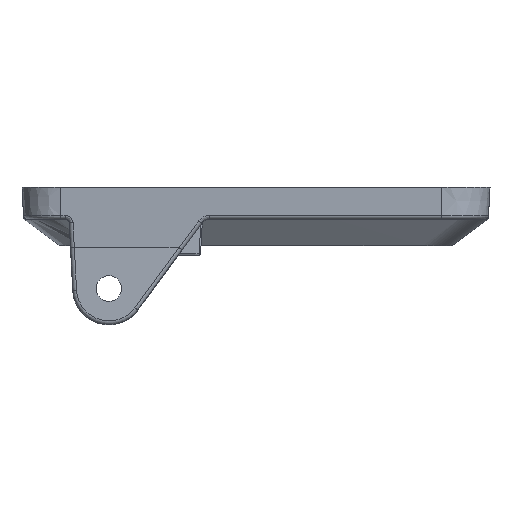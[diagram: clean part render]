
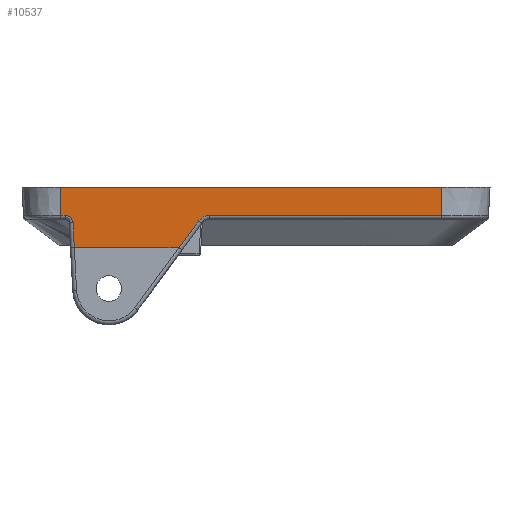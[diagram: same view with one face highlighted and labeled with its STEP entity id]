
A CAD part, left-side view. The second image highlights one B-rep face of the part: STEP entity #10537.
In plain terms, the highlighted planar face has unit normal (-0.999, 0, -0.052).
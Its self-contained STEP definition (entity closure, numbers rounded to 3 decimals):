
#25 = ORIENTED_EDGE ( 'NONE', *, *, #22454, .F. ) ;
#127 = VERTEX_POINT ( 'NONE', #12321 ) ;
#152 = VERTEX_POINT ( 'NONE', #18112 ) ;
#378 = EDGE_CURVE ( 'NONE', #9003, #16896, #4176, .T. ) ;
#665 = EDGE_CURVE ( 'NONE', #24463, #11004, #11263, .T. ) ;
#1117 = CARTESIAN_POINT ( 'NONE',  ( -115.8, 7.155, 8.5 ) ) ;
#1713 =( BOUNDED_CURVE ( )  B_SPLINE_CURVE ( 3, ( #6798, #12387, #14936, #6887 ),
 .UNSPECIFIED., .F., .F. ) 
 B_SPLINE_CURVE_WITH_KNOTS ( ( 4, 4 ),
 ( 3.111, 3.142 ),
 .UNSPECIFIED. ) 
 CURVE ( )  GEOMETRIC_REPRESENTATION_ITEM ( )  RATIONAL_B_SPLINE_CURVE ( ( 1., 1., 1., 1. ) ) 
 REPRESENTATION_ITEM ( '' )  );
#1756 = CARTESIAN_POINT ( 'NONE',  ( -115.8, -14.554, 8.5 ) ) ;
#2665 = VERTEX_POINT ( 'NONE', #3454 ) ;
#3122 = EDGE_CURVE ( 'NONE', #3210, #9003, #23746, .T. ) ;
#3131 = ORIENTED_EDGE ( 'NONE', *, *, #13508, .T. ) ;
#3210 = VERTEX_POINT ( 'NONE', #14416 ) ;
#3266 = ORIENTED_EDGE ( 'NONE', *, *, #3122, .T. ) ;
#3272 = EDGE_LOOP ( 'NONE', ( #3266, #12107, #25, #25851, #12962, #6157, #3925, #11939, #17153, #3131, #17894, #17105 ) ) ;
#3454 = CARTESIAN_POINT ( 'NONE',  ( -115.8, -14.58, 8.493 ) ) ;
#3510 =( BOUNDED_CURVE ( )  B_SPLINE_CURVE ( 3, ( #23705, #15414, #24060, #23966 ),
 .UNSPECIFIED., .F., .F. ) 
 B_SPLINE_CURVE_WITH_KNOTS ( ( 4, 4 ),
 ( 1.623, 3.142 ),
 .UNSPECIFIED. ) 
 CURVE ( )  GEOMETRIC_REPRESENTATION_ITEM ( )  RATIONAL_B_SPLINE_CURVE ( ( 1., 0.817, 0.817, 1. ) ) 
 REPRESENTATION_ITEM ( '' )  );
#3621 = EDGE_CURVE ( 'NONE', #2665, #8725, #11149, .T. ) ;
#3761 = EDGE_CURVE ( 'NONE', #8725, #127, #19725, .T. ) ;
#3925 = ORIENTED_EDGE ( 'NONE', *, *, #6077, .T. ) ;
#3985 = PLANE ( 'NONE',  #23184 ) ;
#4078 = DIRECTION ( 'NONE',  ( -0.999, 0., -0.052 ) ) ;
#4091 = CARTESIAN_POINT ( 'NONE',  ( -116.149, -20.892, 15.158 ) ) ;
#4176 = LINE ( 'NONE', #25351, #25490 ) ;
#5244 = FACE_OUTER_BOUND ( 'NONE', #3272, .T. ) ;
#5472 = CARTESIAN_POINT ( 'NONE',  ( -116.455, 10., 21. ) ) ;
#5685 = LINE ( 'NONE', #5472, #24091 ) ;
#5787 = DIRECTION ( 'NONE',  ( 0.052, 0., -0.999 ) ) ;
#5827 = CARTESIAN_POINT ( 'NONE',  ( -115.612, -11.957, 4.921 ) ) ;
#6077 = EDGE_CURVE ( 'NONE', #18205, #2665, #1713, .T. ) ;
#6157 = ORIENTED_EDGE ( 'NONE', *, *, #21309, .F. ) ;
#6279 = CARTESIAN_POINT ( 'NONE',  ( -115.8, 7.155, 8.5 ) ) ;
#6798 = CARTESIAN_POINT ( 'NONE',  ( -115.8, -14.554, 8.5 ) ) ;
#6887 = CARTESIAN_POINT ( 'NONE',  ( -115.8, -14.58, 8.493 ) ) ;
#7668 = VERTEX_POINT ( 'NONE', #13091 ) ;
#7968 = CARTESIAN_POINT ( 'NONE',  ( -115.802, 7.159, 8.542 ) ) ;
#8725 = VERTEX_POINT ( 'NONE', #9688 ) ;
#9003 = VERTEX_POINT ( 'NONE', #21082 ) ;
#9659 = CARTESIAN_POINT ( 'NONE',  ( -116.455, -69., 21. ) ) ;
#9688 = CARTESIAN_POINT ( 'NONE',  ( -116.089, -18.635, 14.015 ) ) ;
#10537 = ADVANCED_FACE ( 'NONE', ( #5244 ), #3985, .T. ) ;
#10549 = VECTOR ( 'NONE', #16932, 1000. ) ;
#11004 = VERTEX_POINT ( 'NONE', #26691 ) ;
#11149 = LINE ( 'NONE', #5827, #25984 ) ;
#11263 = LINE ( 'NONE', #9659, #26418 ) ;
#11690 = DIRECTION ( 'NONE',  ( 0., 1., 0. ) ) ;
#11939 = ORIENTED_EDGE ( 'NONE', *, *, #3621, .T. ) ;
#12107 = ORIENTED_EDGE ( 'NONE', *, *, #378, .T. ) ;
#12321 = CARTESIAN_POINT ( 'NONE',  ( -116.149, -20.892, 15.158 ) ) ;
#12387 = CARTESIAN_POINT ( 'NONE',  ( -115.8, -14.565, 8.5 ) ) ;
#12486 = CARTESIAN_POINT ( 'NONE',  ( -116.455, 10., 21. ) ) ;
#12544 = LINE ( 'NONE', #7968, #14146 ) ;
#12962 = ORIENTED_EDGE ( 'NONE', *, *, #15769, .T. ) ;
#13091 = CARTESIAN_POINT ( 'NONE',  ( -116.069, 7.426, 13.642 ) ) ;
#13422 =( BOUNDED_CURVE ( )  B_SPLINE_CURVE ( 3, ( #20569, #18740, #6279, #16570 ),
 .UNSPECIFIED., .F., .F. ) 
 B_SPLINE_CURVE_WITH_KNOTS ( ( 4, 4 ),
 ( 3.142, 3.144 ),
 .UNSPECIFIED. ) 
 CURVE ( )  GEOMETRIC_REPRESENTATION_ITEM ( )  RATIONAL_B_SPLINE_CURVE ( ( 1., 1., 1., 1. ) ) 
 REPRESENTATION_ITEM ( '' )  );
#13433 = EDGE_CURVE ( 'NONE', #7668, #152, #12544, .T. ) ;
#13508 = EDGE_CURVE ( 'NONE', #127, #11004, #20971, .T. ) ;
#13986 = VERTEX_POINT ( 'NONE', #1117 ) ;
#14146 = VECTOR ( 'NONE', #20438, 1000. ) ;
#14416 = CARTESIAN_POINT ( 'NONE',  ( -116.455, 10., 21. ) ) ;
#14725 = VECTOR ( 'NONE', #24702, 1000. ) ;
#14845 = CARTESIAN_POINT ( 'NONE',  ( -116.149, -19.983, 15.158 ) ) ;
#14936 = CARTESIAN_POINT ( 'NONE',  ( -115.8, -14.573, 8.498 ) ) ;
#15089 = DIRECTION ( 'NONE',  ( 0., -1., 0. ) ) ;
#15414 = CARTESIAN_POINT ( 'NONE',  ( -116.117, 7.473, 14.539 ) ) ;
#15769 = EDGE_CURVE ( 'NONE', #152, #13986, #13422, .T. ) ;
#16570 = CARTESIAN_POINT ( 'NONE',  ( -115.8, 7.155, 8.5 ) ) ;
#16641 = DIRECTION ( 'NONE',  ( -0.052, 0., 0.999 ) ) ;
#16896 = VERTEX_POINT ( 'NONE', #23087 ) ;
#16932 = DIRECTION ( 'NONE',  ( 0., 1., 0. ) ) ;
#17105 = ORIENTED_EDGE ( 'NONE', *, *, #22477, .T. ) ;
#17153 = ORIENTED_EDGE ( 'NONE', *, *, #3761, .T. ) ;
#17894 = ORIENTED_EDGE ( 'NONE', *, *, #665, .F. ) ;
#18112 = CARTESIAN_POINT ( 'NONE',  ( -115.8, 7.157, 8.5 ) ) ;
#18205 = VERTEX_POINT ( 'NONE', #1756 ) ;
#18316 = LINE ( 'NONE', #19284, #10549 ) ;
#18740 = CARTESIAN_POINT ( 'NONE',  ( -115.8, 7.156, 8.5 ) ) ;
#19284 = CARTESIAN_POINT ( 'NONE',  ( -115.8, -15.547, 8.5 ) ) ;
#19341 = DIRECTION ( 'NONE',  ( 0., -1., 0. ) ) ;
#19725 =( BOUNDED_CURVE ( )  B_SPLINE_CURVE ( 3, ( #20733, #22690, #14845, #4091 ),
 .UNSPECIFIED., .F., .F. ) 
 B_SPLINE_CURVE_WITH_KNOTS ( ( 4, 4 ),
 ( 5.346, 6.283 ),
 .UNSPECIFIED. ) 
 CURVE ( )  GEOMETRIC_REPRESENTATION_ITEM ( )  RATIONAL_B_SPLINE_CURVE ( ( 1., 0.928, 0.928, 1. ) ) 
 REPRESENTATION_ITEM ( '' )  );
#20438 = DIRECTION ( 'NONE',  ( 0.052, -0.052, -0.997 ) ) ;
#20569 = CARTESIAN_POINT ( 'NONE',  ( -115.8, 7.157, 8.5 ) ) ;
#20733 = CARTESIAN_POINT ( 'NONE',  ( -116.089, -18.635, 14.015 ) ) ;
#20971 = LINE ( 'NONE', #23482, #22873 ) ;
#21082 = CARTESIAN_POINT ( 'NONE',  ( -116.149, 10., 15.158 ) ) ;
#21309 = EDGE_CURVE ( 'NONE', #18205, #13986, #18316, .T. ) ;
#22454 = EDGE_CURVE ( 'NONE', #7668, #16896, #3510, .T. ) ;
#22477 = EDGE_CURVE ( 'NONE', #24463, #3210, #5685, .T. ) ;
#22499 = DIRECTION ( 'NONE',  ( -0.042, -0.591, 0.805 ) ) ;
#22690 = CARTESIAN_POINT ( 'NONE',  ( -116.127, -19.173, 14.748 ) ) ;
#22873 = VECTOR ( 'NONE', #19341, 1000. ) ;
#23087 = CARTESIAN_POINT ( 'NONE',  ( -116.149, 9.024, 15.158 ) ) ;
#23184 = AXIS2_PLACEMENT_3D ( 'NONE', #12486, #4078, #16641 ) ;
#23482 = CARTESIAN_POINT ( 'NONE',  ( -116.149, -69., 15.158 ) ) ;
#23705 = CARTESIAN_POINT ( 'NONE',  ( -116.069, 7.426, 13.642 ) ) ;
#23746 = LINE ( 'NONE', #24614, #14725 ) ;
#23966 = CARTESIAN_POINT ( 'NONE',  ( -116.149, 9.024, 15.158 ) ) ;
#24060 = CARTESIAN_POINT ( 'NONE',  ( -116.149, 8.125, 15.158 ) ) ;
#24091 = VECTOR ( 'NONE', #11690, 1000. ) ;
#24463 = VERTEX_POINT ( 'NONE', #26266 ) ;
#24614 = CARTESIAN_POINT ( 'NONE',  ( -116.455, 10., 21. ) ) ;
#24702 = DIRECTION ( 'NONE',  ( 0.052, 0., -0.999 ) ) ;
#25351 = CARTESIAN_POINT ( 'NONE',  ( -116.149, 8.265, 15.158 ) ) ;
#25490 = VECTOR ( 'NONE', #15089, 1000. ) ;
#25851 = ORIENTED_EDGE ( 'NONE', *, *, #13433, .T. ) ;
#25984 = VECTOR ( 'NONE', #22499, 1000. ) ;
#26266 = CARTESIAN_POINT ( 'NONE',  ( -116.455, -69., 21. ) ) ;
#26418 = VECTOR ( 'NONE', #5787, 1000. ) ;
#26691 = CARTESIAN_POINT ( 'NONE',  ( -116.149, -69., 15.158 ) ) ;
